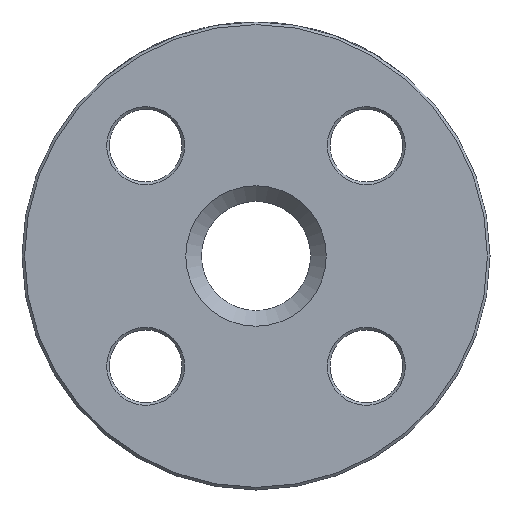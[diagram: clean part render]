
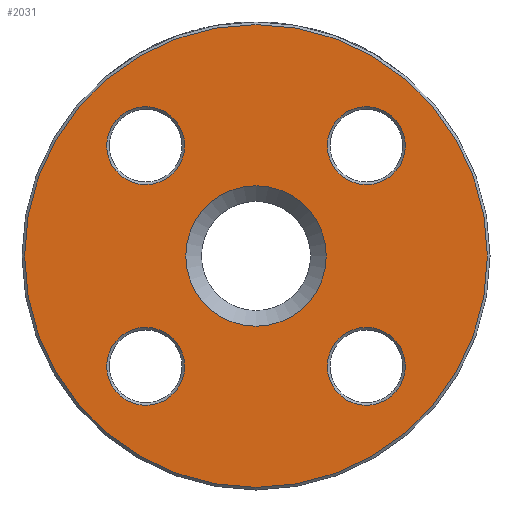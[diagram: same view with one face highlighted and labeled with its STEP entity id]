
A CAD part, left-side view. The second image highlights one B-rep face of the part: STEP entity #2031.
In plain terms, the highlighted planar face has unit normal (-1, 0, 0).
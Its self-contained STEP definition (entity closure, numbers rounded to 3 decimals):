
#13 = AXIS2_PLACEMENT_3D ( 'NONE', #3754, #1001, #3449 ) ;
#29 = CARTESIAN_POINT ( 'NONE',  ( 0., 0., 0. ) ) ;
#37 = FACE_BOUND ( 'NONE', #1114, .T. ) ;
#111 = CARTESIAN_POINT ( 'NONE',  ( 0., 21.213, -28.713 ) ) ;
#116 = DIRECTION ( 'NONE',  ( 0., 0., -1. ) ) ;
#213 = AXIS2_PLACEMENT_3D ( 'NONE', #2872, #1317, #656 ) ;
#345 = FACE_BOUND ( 'NONE', #534, .T. ) ;
#355 = VERTEX_POINT ( 'NONE', #1029 ) ;
#417 = VERTEX_POINT ( 'NONE', #2184 ) ;
#455 = DIRECTION ( 'NONE',  ( 0., 0., -1. ) ) ;
#458 = CARTESIAN_POINT ( 'NONE',  ( 0., -21.213, -21.213 ) ) ;
#491 = EDGE_CURVE ( 'NONE', #2932, #2932, #3519, .T. ) ;
#534 = EDGE_LOOP ( 'NONE', ( #3765 ) ) ;
#562 = CARTESIAN_POINT ( 'NONE',  ( 0., -21.213, 21.213 ) ) ;
#656 = DIRECTION ( 'NONE',  ( 0., 0., -1. ) ) ;
#738 = DIRECTION ( 'NONE',  ( -1., 0., 0. ) ) ;
#797 = DIRECTION ( 'NONE',  ( 0., 0., -1. ) ) ;
#1001 = DIRECTION ( 'NONE',  ( 1., 0., 0. ) ) ;
#1029 = CARTESIAN_POINT ( 'NONE',  ( 0., 0., -13.5 ) ) ;
#1103 = CIRCLE ( 'NONE', #1998, 7.5 ) ;
#1112 = DIRECTION ( 'NONE',  ( 1., 0., 0. ) ) ;
#1114 = EDGE_LOOP ( 'NONE', ( #2774 ) ) ;
#1226 = CIRCLE ( 'NONE', #13, 7.5 ) ;
#1248 = DIRECTION ( 'NONE',  ( 0., 0., -1. ) ) ;
#1272 = FACE_BOUND ( 'NONE', #3307, .T. ) ;
#1288 = AXIS2_PLACEMENT_3D ( 'NONE', #29, #2446, #1248 ) ;
#1309 = CARTESIAN_POINT ( 'NONE',  ( 0., -21.213, 13.713 ) ) ;
#1317 = DIRECTION ( 'NONE',  ( 1., 0., 0. ) ) ;
#1332 = CARTESIAN_POINT ( 'NONE',  ( 0., 21.213, 13.713 ) ) ;
#1567 = CARTESIAN_POINT ( 'NONE',  ( 0., -21.213, -28.713 ) ) ;
#1613 = CARTESIAN_POINT ( 'NONE',  ( 0., 21.213, 21.213 ) ) ;
#1699 = ORIENTED_EDGE ( 'NONE', *, *, #3711, .T. ) ;
#1733 = CIRCLE ( 'NONE', #1798, 7.5 ) ;
#1786 = AXIS2_PLACEMENT_3D ( 'NONE', #562, #2065, #3052 ) ;
#1798 = AXIS2_PLACEMENT_3D ( 'NONE', #458, #1112, #797 ) ;
#1815 = CIRCLE ( 'NONE', #3484, 44.5 ) ;
#1858 = FACE_BOUND ( 'NONE', #2317, .T. ) ;
#1871 = VERTEX_POINT ( 'NONE', #111 ) ;
#1912 = EDGE_CURVE ( 'NONE', #1871, #1871, #1226, .T. ) ;
#1929 = VERTEX_POINT ( 'NONE', #1332 ) ;
#1998 = AXIS2_PLACEMENT_3D ( 'NONE', #1613, #2891, #455 ) ;
#2031 = ADVANCED_FACE ( 'NONE', ( #37, #3386, #1272, #3424, #345, #1858 ), #2810, .F. ) ;
#2065 = DIRECTION ( 'NONE',  ( 1., 0., 0. ) ) ;
#2184 = CARTESIAN_POINT ( 'NONE',  ( 0., 0., -44.5 ) ) ;
#2189 = CARTESIAN_POINT ( 'NONE',  ( 0., 0., 0. ) ) ;
#2280 = ORIENTED_EDGE ( 'NONE', *, *, #2441, .T. ) ;
#2317 = EDGE_LOOP ( 'NONE', ( #1699 ) ) ;
#2343 = ORIENTED_EDGE ( 'NONE', *, *, #491, .T. ) ;
#2441 = EDGE_CURVE ( 'NONE', #3134, #3134, #1733, .T. ) ;
#2446 = DIRECTION ( 'NONE',  ( 1., 0., 0. ) ) ;
#2611 = EDGE_LOOP ( 'NONE', ( #3614 ) ) ;
#2774 = ORIENTED_EDGE ( 'NONE', *, *, #2976, .T. ) ;
#2810 = PLANE ( 'NONE',  #213 ) ;
#2837 = CIRCLE ( 'NONE', #1288, 13.5 ) ;
#2871 = EDGE_LOOP ( 'NONE', ( #2280 ) ) ;
#2872 = CARTESIAN_POINT ( 'NONE',  ( 0., 10.5, 0. ) ) ;
#2891 = DIRECTION ( 'NONE',  ( 1., 0., 0. ) ) ;
#2932 = VERTEX_POINT ( 'NONE', #1309 ) ;
#2976 = EDGE_CURVE ( 'NONE', #355, #355, #2837, .T. ) ;
#3052 = DIRECTION ( 'NONE',  ( 0., 0., -1. ) ) ;
#3134 = VERTEX_POINT ( 'NONE', #1567 ) ;
#3307 = EDGE_LOOP ( 'NONE', ( #2343 ) ) ;
#3386 = FACE_OUTER_BOUND ( 'NONE', #2611, .T. ) ;
#3424 = FACE_BOUND ( 'NONE', #2871, .T. ) ;
#3449 = DIRECTION ( 'NONE',  ( 0., 0., -1. ) ) ;
#3484 = AXIS2_PLACEMENT_3D ( 'NONE', #2189, #738, #116 ) ;
#3519 = CIRCLE ( 'NONE', #1786, 7.5 ) ;
#3614 = ORIENTED_EDGE ( 'NONE', *, *, #3761, .T. ) ;
#3711 = EDGE_CURVE ( 'NONE', #1929, #1929, #1103, .T. ) ;
#3754 = CARTESIAN_POINT ( 'NONE',  ( 0., 21.213, -21.213 ) ) ;
#3761 = EDGE_CURVE ( 'NONE', #417, #417, #1815, .T. ) ;
#3765 = ORIENTED_EDGE ( 'NONE', *, *, #1912, .T. ) ;
